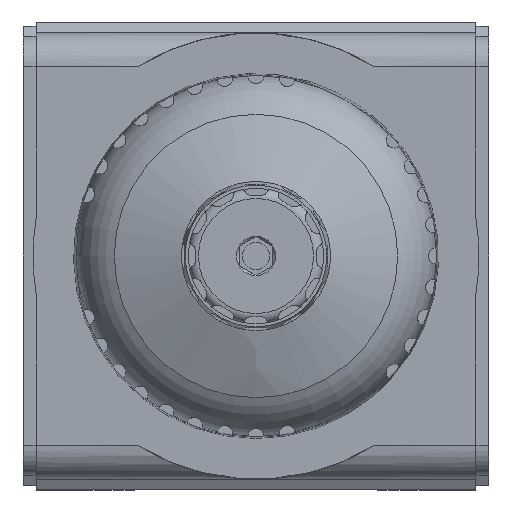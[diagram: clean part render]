
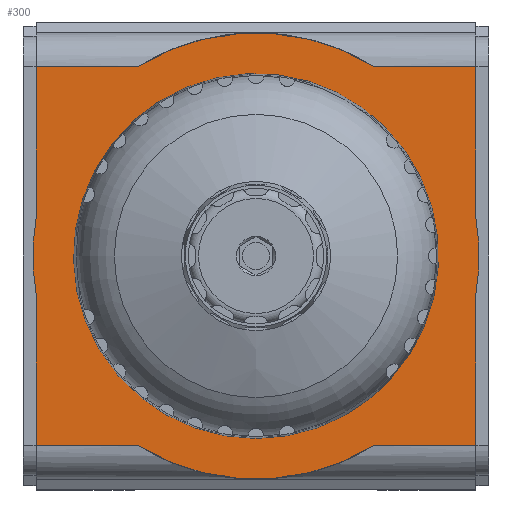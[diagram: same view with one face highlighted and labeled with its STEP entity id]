
A CAD part, front view. The second image highlights one B-rep face of the part: STEP entity #300.
In plain terms, the highlighted planar face has unit normal (0, -1, 0).
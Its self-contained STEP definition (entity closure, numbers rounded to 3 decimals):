
#300 = ADVANCED_FACE( '', ( #802 ), #803, .F. );
#802 = FACE_OUTER_BOUND( '', #1524, .T. );
#803 = PLANE( '', #1525 );
#1524 = EDGE_LOOP( '', ( #2989, #2990, #2991, #2992, #2993, #2994, #2995, #2996, #2997, #2998, #2999, #3000 ) );
#1525 = AXIS2_PLACEMENT_3D( '', #3001, #3002, #3003 );
#2989 = ORIENTED_EDGE( '', *, *, #4922, .T. );
#2990 = ORIENTED_EDGE( '', *, *, #4919, .T. );
#2991 = ORIENTED_EDGE( '', *, *, #5055, .T. );
#2992 = ORIENTED_EDGE( '', *, *, #5033, .T. );
#2993 = ORIENTED_EDGE( '', *, *, #5059, .T. );
#2994 = ORIENTED_EDGE( '', *, *, #5016, .T. );
#2995 = ORIENTED_EDGE( '', *, *, #5052, .F. );
#2996 = ORIENTED_EDGE( '', *, *, #5058, .T. );
#2997 = ORIENTED_EDGE( '', *, *, #5054, .F. );
#2998 = ORIENTED_EDGE( '', *, *, #5006, .F. );
#2999 = ORIENTED_EDGE( '', *, *, #5061, .T. );
#3000 = ORIENTED_EDGE( '', *, *, #4991, .F. );
#3001 = CARTESIAN_POINT( '', ( 32.5, 0., 28. ) );
#3002 = DIRECTION( '', ( 0., 1., 0. ) );
#3003 = DIRECTION( '', ( 0., 0., 1. ) );
#4919 = EDGE_CURVE( '', #5945, #5946, #5947, .T. );
#4922 = EDGE_CURVE( '', #5951, #5945, #5952, .T. );
#4991 = EDGE_CURVE( '', #5951, #6073, #6074, .T. );
#5006 = EDGE_CURVE( '', #6100, #6102, #6103, .T. );
#5016 = EDGE_CURVE( '', #6118, #6116, #6119, .T. );
#5033 = EDGE_CURVE( '', #6151, #6149, #6152, .T. );
#5052 = EDGE_CURVE( '', #6177, #6116, #6179, .T. );
#5054 = EDGE_CURVE( '', #6102, #6180, #6182, .T. );
#5055 = EDGE_CURVE( '', #5946, #6151, #6183, .T. );
#5058 = EDGE_CURVE( '', #6177, #6180, #6186, .T. );
#5059 = EDGE_CURVE( '', #6149, #6118, #6187, .T. );
#5061 = EDGE_CURVE( '', #6100, #6073, #6189, .T. );
#5945 = VERTEX_POINT( '', #7590 );
#5946 = VERTEX_POINT( '', #7591 );
#5947 = CIRCLE( '', #7592, 33. );
#5951 = VERTEX_POINT( '', #7634 );
#5952 = LINE( '', #7635, #7636 );
#6073 = VERTEX_POINT( '', #7814 );
#6074 = LINE( '', #7815, #7816 );
#6100 = VERTEX_POINT( '', #7852 );
#6102 = VERTEX_POINT( '', #7855 );
#6103 = LINE( '', #7856, #7857 );
#6116 = VERTEX_POINT( '', #7877 );
#6118 = VERTEX_POINT( '', #7879 );
#6119 = LINE( '', #7880, #7881 );
#6149 = VERTEX_POINT( '', #7923 );
#6151 = VERTEX_POINT( '', #7926 );
#6152 = LINE( '', #7927, #7928 );
#6177 = VERTEX_POINT( '', #7967 );
#6179 = LINE( '', #7988, #7989 );
#6180 = VERTEX_POINT( '', #7990 );
#6182 = LINE( '', #8011, #8012 );
#6183 = LINE( '', #8013, #8014 );
#6186 = CIRCLE( '', #8019, 33. );
#6187 = CIRCLE( '', #8020, 33. );
#6189 = CIRCLE( '', #8022, 33. );
#7590 = CARTESIAN_POINT( '', ( 17.464, 0., 28. ) );
#7591 = CARTESIAN_POINT( '', ( -17.464, 0., 28. ) );
#7592 = AXIS2_PLACEMENT_3D( '', #11370, #11371, #11372 );
#7634 = CARTESIAN_POINT( '', ( 32.5, 0., 28. ) );
#7635 = CARTESIAN_POINT( '', ( 32.5, 0., 28. ) );
#7636 = VECTOR( '', #11373, 1000. );
#7814 = CARTESIAN_POINT( '', ( 32.5, 0., 5.723 ) );
#7815 = CARTESIAN_POINT( '', ( 32.5, 0., 28. ) );
#7816 = VECTOR( '', #11464, 1000. );
#7852 = CARTESIAN_POINT( '', ( 32.5, 0., -5.723 ) );
#7855 = CARTESIAN_POINT( '', ( 32.5, 0., -28. ) );
#7856 = CARTESIAN_POINT( '', ( 32.5, 0., 28. ) );
#7857 = VECTOR( '', #11485, 1000. );
#7877 = CARTESIAN_POINT( '', ( -32.5, 0., -28. ) );
#7879 = CARTESIAN_POINT( '', ( -32.5, 0., -5.723 ) );
#7880 = CARTESIAN_POINT( '', ( -32.5, 0., 28. ) );
#7881 = VECTOR( '', #11499, 1000. );
#7923 = CARTESIAN_POINT( '', ( -32.5, 0., 5.723 ) );
#7926 = CARTESIAN_POINT( '', ( -32.5, 0., 28. ) );
#7927 = CARTESIAN_POINT( '', ( -32.5, 0., 28. ) );
#7928 = VECTOR( '', #11522, 1000. );
#7967 = CARTESIAN_POINT( '', ( -17.464, 0., -28. ) );
#7988 = CARTESIAN_POINT( '', ( 32.5, 0., -28. ) );
#7989 = VECTOR( '', #11546, 1000. );
#7990 = CARTESIAN_POINT( '', ( 17.464, 0., -28. ) );
#8011 = CARTESIAN_POINT( '', ( 32.5, 0., -28. ) );
#8012 = VECTOR( '', #11547, 1000. );
#8013 = CARTESIAN_POINT( '', ( 32.5, 0., 28. ) );
#8014 = VECTOR( '', #11548, 1000. );
#8019 = AXIS2_PLACEMENT_3D( '', #11551, #11552, #11553 );
#8020 = AXIS2_PLACEMENT_3D( '', #11554, #11555, #11556 );
#8022 = AXIS2_PLACEMENT_3D( '', #11560, #11561, #11562 );
#11370 = CARTESIAN_POINT( '', ( 0., 0., 0. ) );
#11371 = DIRECTION( '', ( 0., -1., 0. ) );
#11372 = DIRECTION( '', ( 0., 0., -1. ) );
#11373 = DIRECTION( '', ( -1., 0., 0. ) );
#11464 = DIRECTION( '', ( 0., 0., -1. ) );
#11485 = DIRECTION( '', ( 0., 0., -1. ) );
#11499 = DIRECTION( '', ( 0., 0., -1. ) );
#11522 = DIRECTION( '', ( 0., 0., -1. ) );
#11546 = DIRECTION( '', ( -1., 0., 0. ) );
#11547 = DIRECTION( '', ( -1., 0., 0. ) );
#11548 = DIRECTION( '', ( -1., 0., 0. ) );
#11551 = CARTESIAN_POINT( '', ( 0., 0., 0. ) );
#11552 = DIRECTION( '', ( 0., -1., 0. ) );
#11553 = DIRECTION( '', ( 0., 0., -1. ) );
#11554 = CARTESIAN_POINT( '', ( 0., 0., 0. ) );
#11555 = DIRECTION( '', ( 0., -1., 0. ) );
#11556 = DIRECTION( '', ( 0., 0., -1. ) );
#11560 = CARTESIAN_POINT( '', ( 0., 0., 0. ) );
#11561 = DIRECTION( '', ( 0., -1., 0. ) );
#11562 = DIRECTION( '', ( 0., 0., -1. ) );
